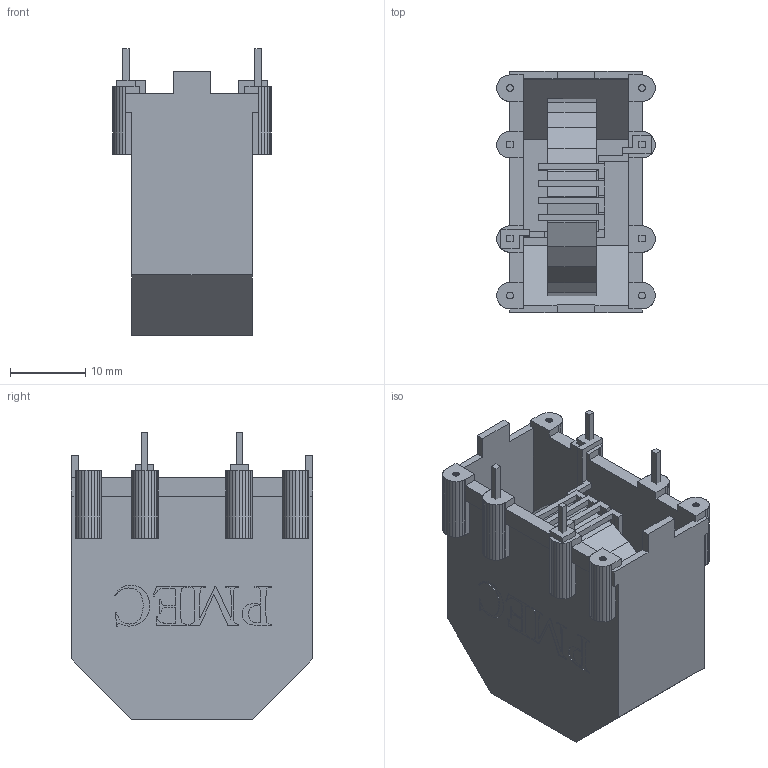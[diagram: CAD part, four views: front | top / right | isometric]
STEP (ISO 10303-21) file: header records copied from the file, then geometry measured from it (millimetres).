
FILE_DESCRIPTION(('FreeCAD Model'),'2;1');
FILE_NAME('X24Vi.stp', '2014-07-08T13:54:34',('FreeCAD'),('FreeCAD'), 'Open CASCADE STEP processor 6.3','FreeCAD','Unknown');
FILE_SCHEMA(('AUTOMOTIVE_DESIGN_CC2 { 1 2 10303 214 -1 1 5 4 }'));
Length unit declared in the file: millimetre
Products named in the file (6): X24Vi002; X24Vi003; X24Vi004; X24Vi; X24Vi005; X24Vi001
Bounding box: 21 x 32 x 38 mm (x, y, z)
Volume: 5634.6 mm3; surface area: 9032.8 mm2
Topology: 6 solids, 6 shells, 772 faces, 2209 edges, 1462 vertices
Faces by surface type: plane 518, cylinder 254
Entity records: 57145 total; most frequent: CARTESIAN_POINT 14745, DIRECTION 7444, LINE 4535, VECTOR 4535, ORIENTED_EDGE 4418, PCURVE 4418, DEFINITIONAL_REPRESENTATION 4418, EDGE_CURVE 2209
